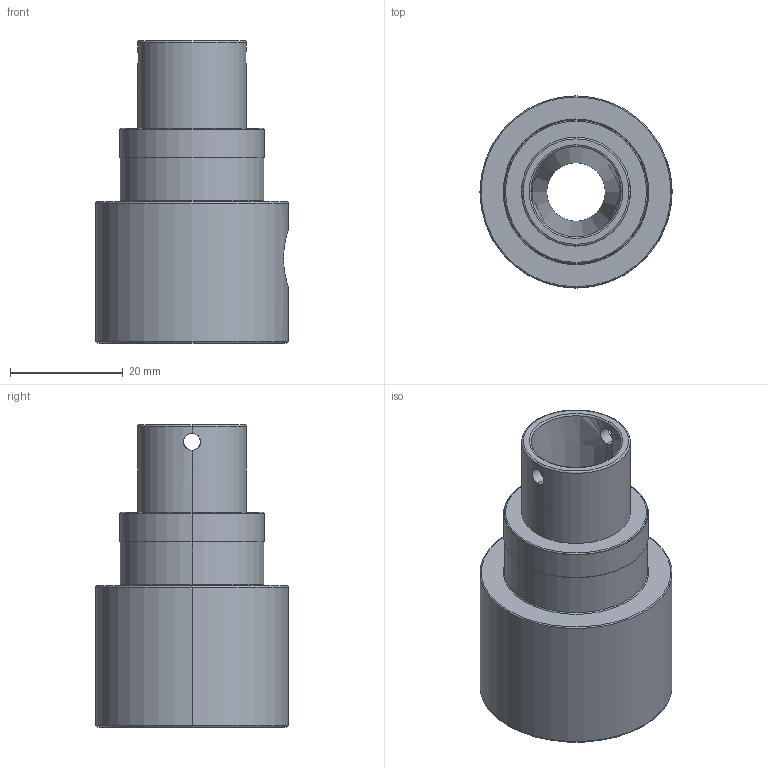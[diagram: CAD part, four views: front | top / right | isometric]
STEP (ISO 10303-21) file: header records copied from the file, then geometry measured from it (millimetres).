
FILE_DESCRIPTION (( 'STEP AP214' ), '1' );
FILE_NAME ('12-181-PA-046.STEP', '2013-02-12T15:53:12', ( 'PC' ), ( '' ), 'SwSTEP 2.0', 'SolidWorks 2012', '' );
FILE_SCHEMA (( 'AUTOMOTIVE_DESIGN' ));
Length unit declared in the file: millimetre
Products named in the file (1): 12-181-PA-046
Bounding box: 34 x 34 x 53.5 mm (x, y, z)
Volume: 23167.5 mm3; surface area: 8467.5 mm2
Topology: 1 solids, 1 shells, 42 faces, 95 edges, 56 vertices
Faces by surface type: cylinder 14, torus 14, plane 8, cone 4, bspline 2
Entity records: 2902 total; most frequent: CARTESIAN_POINT 1865, DIRECTION 217, ORIENTED_EDGE 190, AXIS2_PLACEMENT_3D 97, EDGE_CURVE 95, VERTEX_POINT 56, CIRCLE 56, EDGE_LOOP 49
